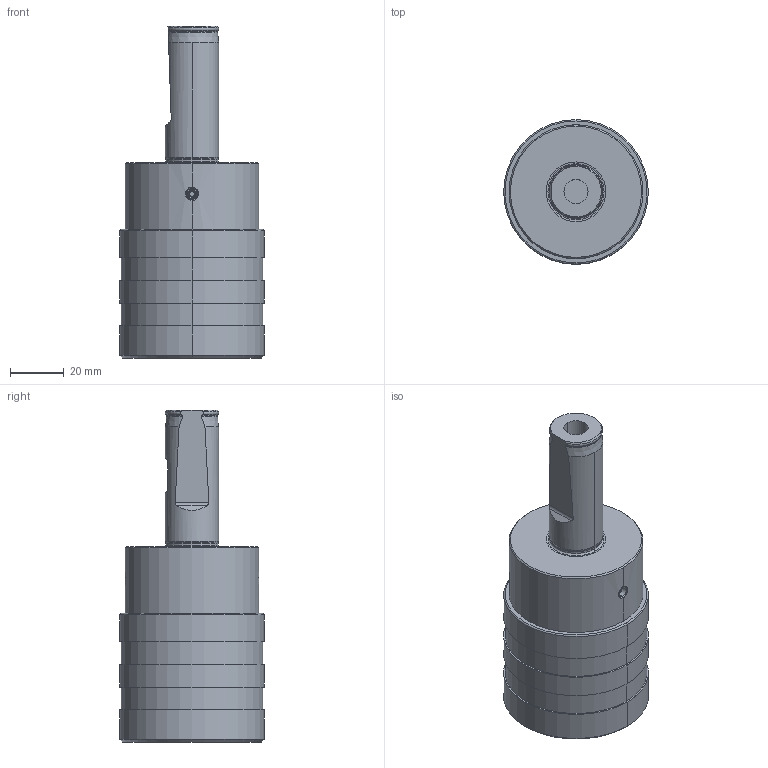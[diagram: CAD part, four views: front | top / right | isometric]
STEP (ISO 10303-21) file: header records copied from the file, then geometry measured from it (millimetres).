
FILE_DESCRIPTION((''),'2;1');
FILE_NAME('120_16_2020','2020-09-23T',('103090'),(''),'CREO PARAMETRIC BY PTC INC, 2016260','CREO PARAMETRIC BY PTC INC, 2016260','');
FILE_SCHEMA(('CONFIG_CONTROL_DESIGN'));
Length unit declared in the file: millimetre
Products named in the file (1): 120_16_2020
Bounding box: 54 x 54 x 124 mm (x, y, z)
Volume: 133631.8 mm3; surface area: 44275.9 mm2
Topology: 1 solids, 1 shells, 131 faces, 305 edges, 187 vertices
Faces by surface type: plane 47, cylinder 39, cone 27, torus 12, sphere 6
Entity records: 4062 total; most frequent: CARTESIAN_POINT 1047, DIRECTION 648, ORIENTED_EDGE 598, EDGE_CURVE 299, AXIS2_PLACEMENT_3D 268, VERTEX_POINT 187, EDGE_LOOP 148, CIRCLE 134
